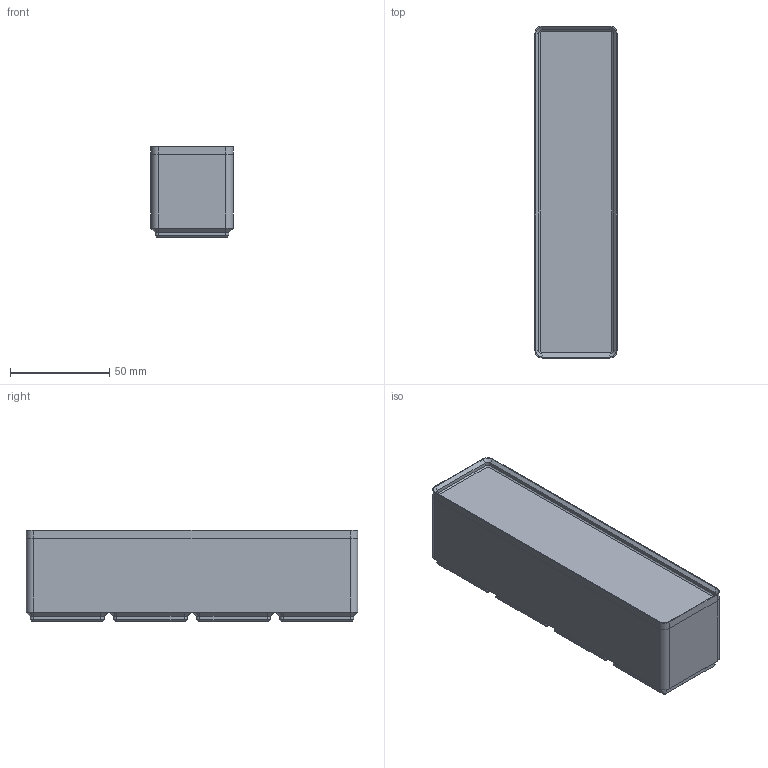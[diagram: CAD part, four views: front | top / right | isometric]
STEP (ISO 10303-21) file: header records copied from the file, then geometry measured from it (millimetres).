
FILE_DESCRIPTION(('FreeCAD Model'),'2;1');
FILE_NAME('Open CASCADE Shape Model','2024-11-04T15:46:24',(''),(''), 'Open CASCADE STEP processor 7.8','FreeCAD','Unknown');
FILE_SCHEMA(('AUTOMOTIVE_DESIGN { 1 0 10303 214 1 1 1 1 }'));
Length unit declared in the file: millimetre
Products named in the file (1): Body002
Bounding box: 41.5 x 167.5 x 46 mm (x, y, z)
Volume: 286944.6 mm3; surface area: 35089.2 mm2
Topology: 1 solids, 1 shells, 680 faces, 1430 edges, 768 vertices
Faces by surface type: plane 484, cylinder 156, cone 40
Full cylindrical faces by diameter (mm): 3 x16
Entity records: 17344 total; most frequent: DIRECTION 3088, CARTESIAN_POINT 2943, ORIENTED_EDGE 2860, EDGE_CURVE 1430, AXIS2_PLACEMENT_3D 1041, LINE 1006, VECTOR 1006, VERTEX_POINT 768
